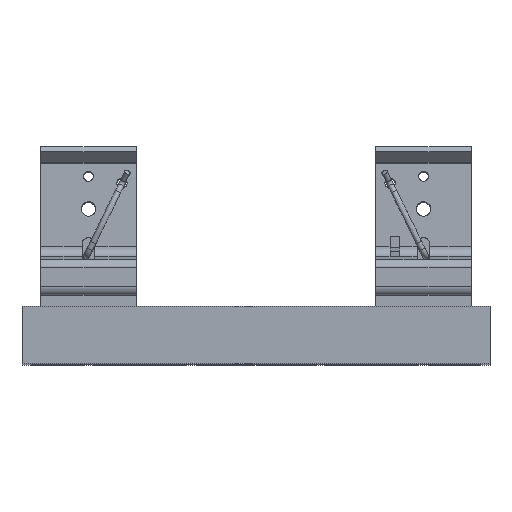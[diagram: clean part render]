
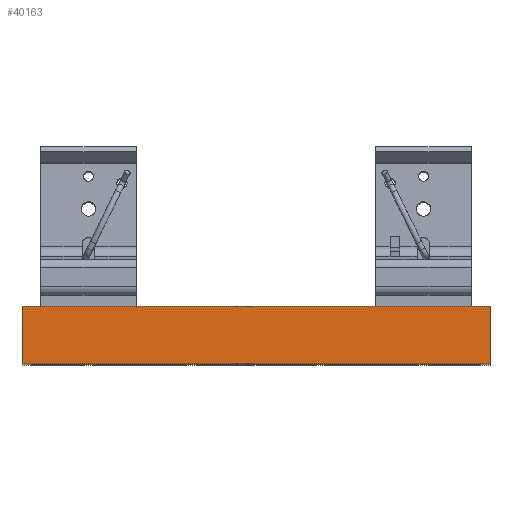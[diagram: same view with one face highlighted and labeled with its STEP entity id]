
A CAD part, top view. The second image highlights one B-rep face of the part: STEP entity #40163.
In plain terms, the highlighted planar face has unit normal (0, 0, 1).
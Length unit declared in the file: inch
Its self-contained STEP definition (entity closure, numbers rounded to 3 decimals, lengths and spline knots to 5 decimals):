
#24 = CARTESIAN_POINT ( 'NONE',  ( -3.06, 0., 4.81 ) ) ;
#1226 = CARTESIAN_POINT ( 'NONE',  ( -3.06, 0.75, 4.81 ) ) ;
#1836 = DIRECTION ( 'NONE',  ( -1., 0., 0. ) ) ;
#3283 = EDGE_CURVE ( 'NONE', #61647, #20265, #15428, .T. ) ;
#3297 = CARTESIAN_POINT ( 'NONE',  ( 3.06, 0.75, 4.81 ) ) ;
#7183 = CARTESIAN_POINT ( 'NONE',  ( 3.06, 0., 4.81 ) ) ;
#9540 = VECTOR ( 'NONE', #53574, 39.37008 ) ;
#14041 = VECTOR ( 'NONE', #64427, 39.37008 ) ;
#15428 = LINE ( 'NONE', #49616, #61104 ) ;
#16810 = FACE_OUTER_BOUND ( 'NONE', #71942, .T. ) ;
#20265 = VERTEX_POINT ( 'NONE', #24 ) ;
#21615 = EDGE_CURVE ( 'NONE', #47031, #61647, #39352, .T. ) ;
#22091 = EDGE_CURVE ( 'NONE', #47031, #55031, #45740, .T. ) ;
#25257 = CARTESIAN_POINT ( 'NONE',  ( 3.06, 0., 4.81 ) ) ;
#29833 = VECTOR ( 'NONE', #1836, 39.37008 ) ;
#31266 = DIRECTION ( 'NONE',  ( -1., 0., 0. ) ) ;
#33271 = ORIENTED_EDGE ( 'NONE', *, *, #3283, .T. ) ;
#37085 = AXIS2_PLACEMENT_3D ( 'NONE', #25257, #66999, #31266 ) ;
#37506 = CARTESIAN_POINT ( 'NONE',  ( 3.06, 0., 4.81 ) ) ;
#39352 = LINE ( 'NONE', #41307, #9540 ) ;
#40163 = ADVANCED_FACE ( 'NONE', ( #16810 ), #65672, .F. ) ;
#40917 = ORIENTED_EDGE ( 'NONE', *, *, #71905, .F. ) ;
#41307 = CARTESIAN_POINT ( 'NONE',  ( 3.06, 0.75, 4.81 ) ) ;
#43925 = DIRECTION ( 'NONE',  ( 0., -1., 0. ) ) ;
#45740 = LINE ( 'NONE', #58437, #14041 ) ;
#47031 = VERTEX_POINT ( 'NONE', #3297 ) ;
#49616 = CARTESIAN_POINT ( 'NONE',  ( -3.06, 0., 4.81 ) ) ;
#53574 = DIRECTION ( 'NONE',  ( -1., 0., 0. ) ) ;
#55031 = VERTEX_POINT ( 'NONE', #7183 ) ;
#58437 = CARTESIAN_POINT ( 'NONE',  ( 3.06, 0., 4.81 ) ) ;
#61104 = VECTOR ( 'NONE', #43925, 39.37008 ) ;
#61647 = VERTEX_POINT ( 'NONE', #1226 ) ;
#64324 = ORIENTED_EDGE ( 'NONE', *, *, #22091, .F. ) ;
#64427 = DIRECTION ( 'NONE',  ( 0., -1., 0. ) ) ;
#65672 = PLANE ( 'NONE',  #37085 ) ;
#66999 = DIRECTION ( 'NONE',  ( 0., 0., -1. ) ) ;
#71905 = EDGE_CURVE ( 'NONE', #55031, #20265, #75568, .T. ) ;
#71942 = EDGE_LOOP ( 'NONE', ( #33271, #40917, #64324, #73222 ) ) ;
#73222 = ORIENTED_EDGE ( 'NONE', *, *, #21615, .T. ) ;
#75568 = LINE ( 'NONE', #37506, #29833 ) ;
